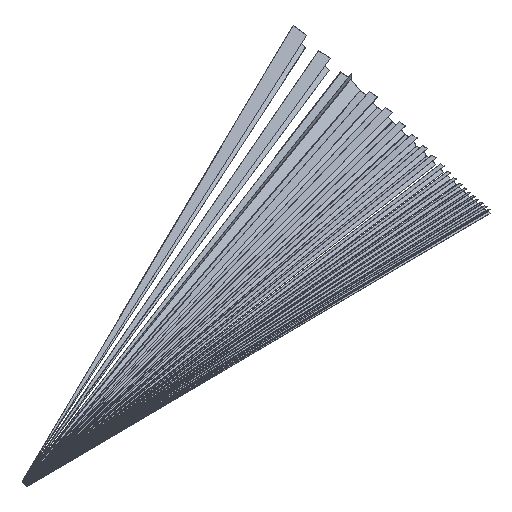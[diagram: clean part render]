
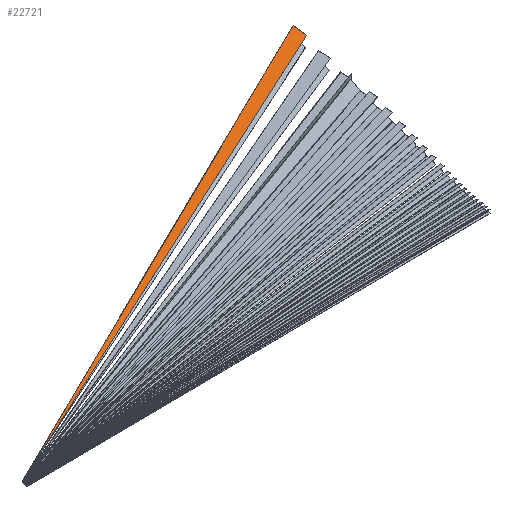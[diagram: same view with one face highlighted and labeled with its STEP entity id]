
A CAD part, isometric view. The second image highlights one B-rep face of the part: STEP entity #22721.
In plain terms, the highlighted planar face has unit normal (-0.11, -0.109, 0.988).
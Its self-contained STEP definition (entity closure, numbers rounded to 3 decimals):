
#22721 = ADVANCED_FACE('',(#22722),#22736,.F.);
#22722 = FACE_BOUND('',#22723,.F.);
#22723 = EDGE_LOOP('',(#22724,#22759,#22786,#22813));
#22724 = ORIENTED_EDGE('',*,*,#22725,.T.);
#22725 = EDGE_CURVE('',#22726,#22728,#22730,.T.);
#22726 = VERTEX_POINT('',#22727);
#22727 = CARTESIAN_POINT('',(750.,306.63,117.345));
#22728 = VERTEX_POINT('',#22729);
#22729 = CARTESIAN_POINT('',(750.,285.182,114.972));
#22730 = SURFACE_CURVE('',#22731,(#22735,#22747),.PCURVE_S1.);
#22731 = LINE('',#22732,#22733);
#22732 = CARTESIAN_POINT('',(750.,306.63,117.345));
#22733 = VECTOR('',#22734,1.);
#22734 = DIRECTION('',(0.,-0.994,-0.11));
#22735 = PCURVE('',#22736,#22741);
#22736 = PLANE('',#22737);
#22737 = AXIS2_PLACEMENT_3D('',#22738,#22739,#22740);
#22738 = CARTESIAN_POINT('',(389.768,153.802,
    60.442));
#22739 = DIRECTION('',(0.11,0.109,-0.988));
#22740 = DIRECTION('',(-0.994,0.,
    -0.11));
#22741 = DEFINITIONAL_REPRESENTATION('',(#22742),#22746);
#22742 = LINE('',#22743,#22744);
#22743 = CARTESIAN_POINT('',(-364.311,153.75));
#22744 = VECTOR('',#22745,1.);
#22745 = DIRECTION('',(0.012,-1.));
#22746 = ( GEOMETRIC_REPRESENTATION_CONTEXT(2) 
PARAMETRIC_REPRESENTATION_CONTEXT() REPRESENTATION_CONTEXT('2D SPACE',''
  ) );
#22747 = PCURVE('',#22748,#22753);
#22748 = PLANE('',#22749);
#22749 = AXIS2_PLACEMENT_3D('',#22750,#22751,#22752);
#22750 = CARTESIAN_POINT('',(750.,150.,150.));
#22751 = DIRECTION('',(-1.,0.,0.));
#22752 = DIRECTION('',(0.,0.,-1.));
#22753 = DEFINITIONAL_REPRESENTATION('',(#22754),#22758);
#22754 = LINE('',#22755,#22756);
#22755 = CARTESIAN_POINT('',(32.655,-156.63));
#22756 = VECTOR('',#22757,1.);
#22757 = DIRECTION('',(0.11,0.994));
#22758 = ( GEOMETRIC_REPRESENTATION_CONTEXT(2) 
PARAMETRIC_REPRESENTATION_CONTEXT() REPRESENTATION_CONTEXT('2D SPACE',''
  ) );
#22759 = ORIENTED_EDGE('',*,*,#22760,.T.);
#22760 = EDGE_CURVE('',#22728,#22761,#22763,.T.);
#22761 = VERTEX_POINT('',#22762);
#22762 = CARTESIAN_POINT('',(20.,7.595,3.213));
#22763 = SURFACE_CURVE('',#22764,(#22768,#22775),.PCURVE_S1.);
#22764 = LINE('',#22765,#22766);
#22765 = CARTESIAN_POINT('',(750.,285.182,114.972));
#22766 = VECTOR('',#22767,1.);
#22767 = DIRECTION('',(-0.925,-0.352,-0.142));
#22768 = PCURVE('',#22736,#22769);
#22769 = DEFINITIONAL_REPRESENTATION('',(#22770),#22774);
#22770 = LINE('',#22771,#22772);
#22771 = CARTESIAN_POINT('',(-364.049,132.172));
#22772 = VECTOR('',#22773,1.);
#22773 = DIRECTION('',(0.935,-0.354));
#22774 = ( GEOMETRIC_REPRESENTATION_CONTEXT(2) 
PARAMETRIC_REPRESENTATION_CONTEXT() REPRESENTATION_CONTEXT('2D SPACE',''
  ) );
#22775 = PCURVE('',#22776,#22781);
#22776 = PLANE('',#22777);
#22777 = AXIS2_PLACEMENT_3D('',#22778,#22779,#22780);
#22778 = CARTESIAN_POINT('',(385.,146.399,58.941));
#22779 = DIRECTION('',(-0.363,0.93,0.063
    ));
#22780 = DIRECTION('',(0.931,0.364,0.)
  );
#22781 = DEFINITIONAL_REPRESENTATION('',(#22782),#22785);
#22782 = B_SPLINE_CURVE_WITH_KNOTS('',1,(#22783,#22784),.UNSPECIFIED.,
  .F.,.F.,(2,2),(0.,788.952),.PIECEWISE_BEZIER_KNOTS.);
#22783 = CARTESIAN_POINT('',(390.478,-56.14));
#22784 = CARTESIAN_POINT('',(-390.486,55.838));
#22785 = ( GEOMETRIC_REPRESENTATION_CONTEXT(2) 
PARAMETRIC_REPRESENTATION_CONTEXT() REPRESENTATION_CONTEXT('2D SPACE',''
  ) );
#22786 = ORIENTED_EDGE('',*,*,#22787,.F.);
#22787 = EDGE_CURVE('',#22788,#22761,#22790,.T.);
#22788 = VERTEX_POINT('',#22789);
#22789 = CARTESIAN_POINT('',(20.,8.167,3.276));
#22790 = SURFACE_CURVE('',#22791,(#22795,#22801),.PCURVE_S1.);
#22791 = LINE('',#22792,#22793);
#22792 = CARTESIAN_POINT('',(20.,8.167,3.276));
#22793 = VECTOR('',#22794,1.);
#22794 = DIRECTION('',(0.,-0.994,-0.11));
#22795 = PCURVE('',#22736,#22796);
#22796 = DEFINITIONAL_REPRESENTATION('',(#22797),#22800);
#22797 = B_SPLINE_CURVE_WITH_KNOTS('',1,(#22798,#22799),.UNSPECIFIED.,
  .F.,.F.,(2,2),(0.,0.576),.PIECEWISE_BEZIER_KNOTS.);
#22798 = CARTESIAN_POINT('',(373.818,-146.513));
#22799 = CARTESIAN_POINT('',(373.825,-147.089));
#22800 = ( GEOMETRIC_REPRESENTATION_CONTEXT(2) 
PARAMETRIC_REPRESENTATION_CONTEXT() REPRESENTATION_CONTEXT('2D SPACE',''
  ) );
#22801 = PCURVE('',#22802,#22807);
#22802 = PLANE('',#22803);
#22803 = AXIS2_PLACEMENT_3D('',#22804,#22805,#22806);
#22804 = CARTESIAN_POINT('',(20.,4.,4.));
#22805 = DIRECTION('',(1.,0.,0.));
#22806 = DIRECTION('',(0.,0.,1.));
#22807 = DEFINITIONAL_REPRESENTATION('',(#22808),#22812);
#22808 = LINE('',#22809,#22810);
#22809 = CARTESIAN_POINT('',(-0.724,-4.167));
#22810 = VECTOR('',#22811,1.);
#22811 = DIRECTION('',(-0.11,0.994));
#22812 = ( GEOMETRIC_REPRESENTATION_CONTEXT(2) 
PARAMETRIC_REPRESENTATION_CONTEXT() REPRESENTATION_CONTEXT('2D SPACE',''
  ) );
#22813 = ORIENTED_EDGE('',*,*,#22814,.T.);
#22814 = EDGE_CURVE('',#22788,#22726,#22815,.T.);
#22815 = SURFACE_CURVE('',#22816,(#22820,#22827),.PCURVE_S1.);
#22816 = LINE('',#22817,#22818);
#22817 = CARTESIAN_POINT('',(20.,8.167,3.276));
#22818 = VECTOR('',#22819,1.);
#22819 = DIRECTION('',(0.916,0.375,0.143));
#22820 = PCURVE('',#22736,#22821);
#22821 = DEFINITIONAL_REPRESENTATION('',(#22822),#22826);
#22822 = LINE('',#22823,#22824);
#22823 = CARTESIAN_POINT('',(373.818,-146.513));
#22824 = VECTOR('',#22825,1.);
#22825 = DIRECTION('',(-0.926,0.377));
#22826 = ( GEOMETRIC_REPRESENTATION_CONTEXT(2) 
PARAMETRIC_REPRESENTATION_CONTEXT() REPRESENTATION_CONTEXT('2D SPACE',''
  ) );
#22827 = PCURVE('',#22828,#22833);
#22828 = PLANE('',#22829);
#22829 = AXIS2_PLACEMENT_3D('',#22830,#22831,#22832);
#22830 = CARTESIAN_POINT('',(385.,157.409,60.16));
#22831 = DIRECTION('',(0.386,-0.921,
    -0.059));
#22832 = DIRECTION('',(-0.922,-0.386,
    0.));
#22833 = DEFINITIONAL_REPRESENTATION('',(#22834),#22837);
#22834 = B_SPLINE_CURVE_WITH_KNOTS('',1,(#22835,#22836),.UNSPECIFIED.,
  .F.,.F.,(2,2),(0.,796.864),.PIECEWISE_BEZIER_KNOTS.);
#22835 = CARTESIAN_POINT('',(394.318,56.983));
#22836 = CARTESIAN_POINT('',(-394.31,-57.285));
#22837 = ( GEOMETRIC_REPRESENTATION_CONTEXT(2) 
PARAMETRIC_REPRESENTATION_CONTEXT() REPRESENTATION_CONTEXT('2D SPACE',''
  ) );
